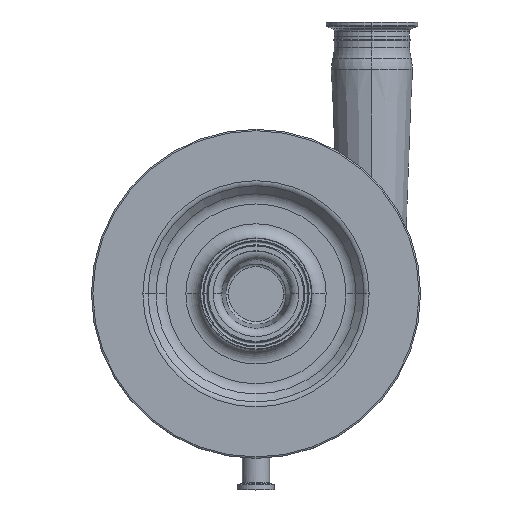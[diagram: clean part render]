
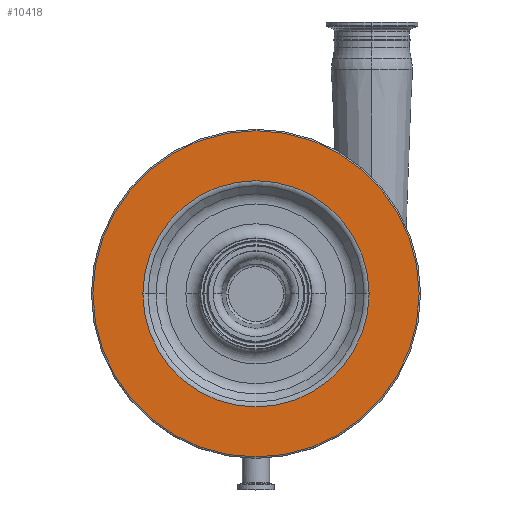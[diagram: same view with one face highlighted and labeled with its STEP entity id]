
A CAD part, top view. The second image highlights one B-rep face of the part: STEP entity #10418.
In plain terms, the highlighted planar face has unit normal (0, 0, 1).
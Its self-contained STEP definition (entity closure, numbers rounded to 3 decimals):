
#435 = CARTESIAN_POINT ( 'NONE',  ( -79.071, 0., 212.5 ) ) ;
#843 = CARTESIAN_POINT ( 'NONE',  ( 0., 0., 212.5 ) ) ;
#2032 = DIRECTION ( 'NONE',  ( 0., 0., -1. ) ) ;
#2702 = CIRCLE ( 'NONE', #14206, 114. ) ;
#2972 = AXIS2_PLACEMENT_3D ( 'NONE', #22083, #24090, #7037 ) ;
#3065 = ORIENTED_EDGE ( 'NONE', *, *, #21952, .F. ) ;
#3631 = ORIENTED_EDGE ( 'NONE', *, *, #17112, .F. ) ;
#4200 = ORIENTED_EDGE ( 'NONE', *, *, #6115, .T. ) ;
#4336 = DIRECTION ( 'NONE',  ( 0., 0., -1. ) ) ;
#6115 = EDGE_CURVE ( 'NONE', #7459, #8173, #14978, .T. ) ;
#6252 = AXIS2_PLACEMENT_3D ( 'NONE', #16303, #13948, #10584 ) ;
#6831 = CARTESIAN_POINT ( 'NONE',  ( 79.071, 0., 212.5 ) ) ;
#6863 = EDGE_LOOP ( 'NONE', ( #4200, #19857 ) ) ;
#6906 = PLANE ( 'NONE',  #2972 ) ;
#7037 = DIRECTION ( 'NONE',  ( 1., 0., 0. ) ) ;
#7408 = CIRCLE ( 'NONE', #6252, 79.071 ) ;
#7459 = VERTEX_POINT ( 'NONE', #6831 ) ;
#8173 = VERTEX_POINT ( 'NONE', #435 ) ;
#8473 = CIRCLE ( 'NONE', #22384, 114. ) ;
#8768 = FACE_BOUND ( 'NONE', #6863, .T. ) ;
#8926 = CARTESIAN_POINT ( 'NONE',  ( -114., 0., 212.5 ) ) ;
#9480 = CARTESIAN_POINT ( 'NONE',  ( 0., 0., 212.5 ) ) ;
#10418 = ADVANCED_FACE ( 'NONE', ( #8768, #16355 ), #6906, .T. ) ;
#10584 = DIRECTION ( 'NONE',  ( 1., 0., 0. ) ) ;
#11613 = EDGE_LOOP ( 'NONE', ( #3631, #3065 ) ) ;
#11909 = DIRECTION ( 'NONE',  ( 1., 0., 0. ) ) ;
#13948 = DIRECTION ( 'NONE',  ( 0., 0., -1. ) ) ;
#14206 = AXIS2_PLACEMENT_3D ( 'NONE', #843, #19973, #24311 ) ;
#14322 = EDGE_CURVE ( 'NONE', #8173, #7459, #7408, .T. ) ;
#14803 = VERTEX_POINT ( 'NONE', #8926 ) ;
#14978 = CIRCLE ( 'NONE', #20548, 79.071 ) ;
#15195 = DIRECTION ( 'NONE',  ( 1., 0., 0. ) ) ;
#16303 = CARTESIAN_POINT ( 'NONE',  ( 0., 0., 212.5 ) ) ;
#16355 = FACE_OUTER_BOUND ( 'NONE', #11613, .T. ) ;
#16452 = CARTESIAN_POINT ( 'NONE',  ( 114., 0., 212.5 ) ) ;
#17112 = EDGE_CURVE ( 'NONE', #18249, #14803, #8473, .T. ) ;
#18249 = VERTEX_POINT ( 'NONE', #16452 ) ;
#19857 = ORIENTED_EDGE ( 'NONE', *, *, #14322, .T. ) ;
#19973 = DIRECTION ( 'NONE',  ( 0., 0., -1. ) ) ;
#20548 = AXIS2_PLACEMENT_3D ( 'NONE', #9480, #2032, #15195 ) ;
#21369 = CARTESIAN_POINT ( 'NONE',  ( 0., 0., 212.5 ) ) ;
#21952 = EDGE_CURVE ( 'NONE', #14803, #18249, #2702, .T. ) ;
#22083 = CARTESIAN_POINT ( 'NONE',  ( 0., 79.071, 212.5 ) ) ;
#22384 = AXIS2_PLACEMENT_3D ( 'NONE', #21369, #4336, #11909 ) ;
#24090 = DIRECTION ( 'NONE',  ( 0., 0., 1. ) ) ;
#24311 = DIRECTION ( 'NONE',  ( 1., 0., 0. ) ) ;
